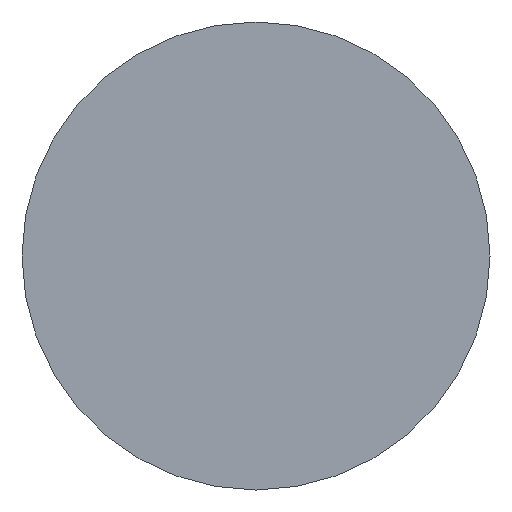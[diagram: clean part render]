
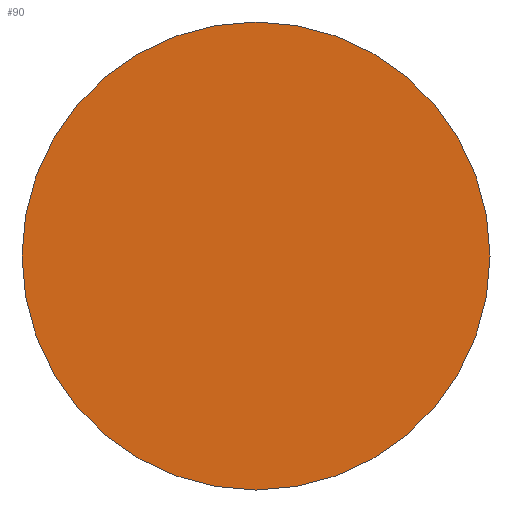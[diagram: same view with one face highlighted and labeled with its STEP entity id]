
A CAD part, front view. The second image highlights one B-rep face of the part: STEP entity #90.
In plain terms, the highlighted planar face has unit normal (0, -1, 0).
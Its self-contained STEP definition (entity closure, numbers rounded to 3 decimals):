
#90=ADVANCED_FACE('',(#220),#221,.T.);
#220=FACE_OUTER_BOUND('',#393,.T.);
#221=PLANE('',#394);
#393=EDGE_LOOP('',(#575,#576));
#394=AXIS2_PLACEMENT_3D('',#577,#578,#579);
#575=ORIENTED_EDGE('',*,*,#984,.T.);
#576=ORIENTED_EDGE('',*,*,#970,.T.);
#577=CARTESIAN_POINT('',(0.0,0.0,0.0));
#578=DIRECTION('',(0.0,-1.0,0.0));
#579=DIRECTION('',(-1.0,0.0,0.0));
#970=EDGE_CURVE('',#1136,#1133,#1137,.T.);
#984=EDGE_CURVE('',#1133,#1136,#1156,.T.);
#1133=VERTEX_POINT('',#1365);
#1136=VERTEX_POINT('',#1369);
#1137=CIRCLE('',#1370,40.0);
#1156=CIRCLE('',#1392,40.0);
#1365=CARTESIAN_POINT('',(40.0,0.0,0.0));
#1369=CARTESIAN_POINT('',(-40.0,0.0,0.));
#1370=AXIS2_PLACEMENT_3D('',#1909,#1910,#1911);
#1392=AXIS2_PLACEMENT_3D('',#1933,#1934,#1935);
#1909=CARTESIAN_POINT('',(0.0,0.0,0.0));
#1910=DIRECTION('',(0.0,-1.0,0.0));
#1911=DIRECTION('',(1.0,0.0,0.0));
#1933=CARTESIAN_POINT('',(0.0,0.0,0.0));
#1934=DIRECTION('',(0.0,-1.0,0.0));
#1935=DIRECTION('',(1.0,0.0,0.0));
